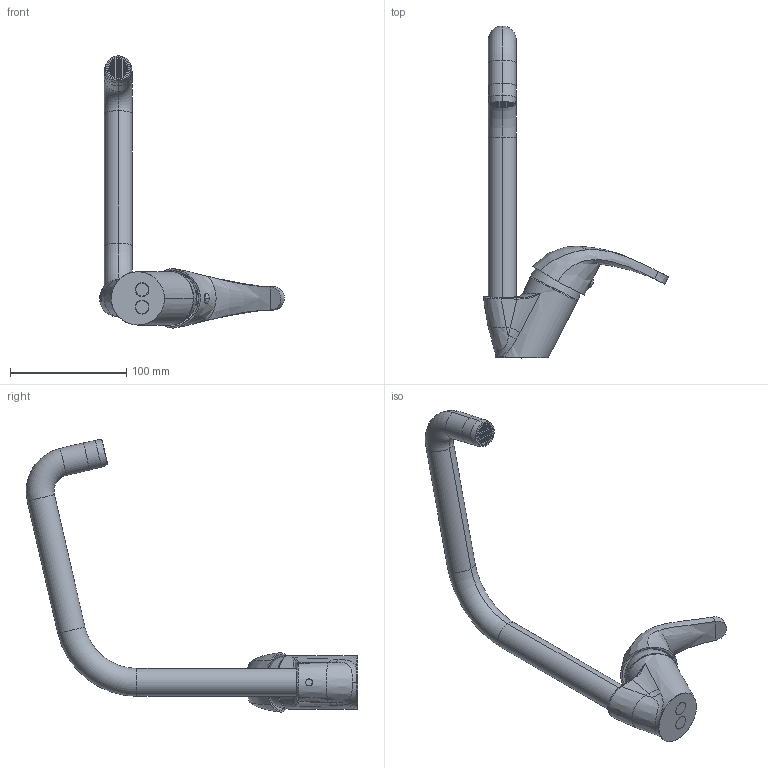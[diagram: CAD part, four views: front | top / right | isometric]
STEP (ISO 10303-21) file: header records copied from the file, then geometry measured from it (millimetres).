
FILE_DESCRIPTION((''),'2;1');
FILE_NAME('PE180CR_SW0001','2024-09-23T15:31:31',('alberto.gaboardi'),('PAFFONI SpA'),'CREO PARAMETRIC BY PTC INC, 2022124','CREO PARAMETRIC BY PTC INC, 2022124','');
FILE_SCHEMA(('CONFIG_CONTROL_DESIGN','SHAPE_APPEARANCE_LAYERS_GROUPS'));
Length unit declared in the file: millimetre
Products named in the file (1): PE180CR_SW0001
Bounding box: 159.42 x 285.77 x 234.72 mm (x, y, z)
Volume: 165221.2 mm3; surface area: 110234.6 mm2
Topology: 3 solids, 3 shells, 1911 faces, 5162 edges, 3393 vertices
Faces by surface type: plane 1651, cylinder 128, cone 63, bspline 49, torus 16, sphere 4
Entity records: 69170 total; most frequent: CARTESIAN_POINT 17204, ORIENTED_EDGE 10292, DIRECTION 9938, EDGE_CURVE 5146, VECTOR 3652, LINE 3652, VERTEX_POINT 3393, AXIS2_PLACEMENT_3D 3143
